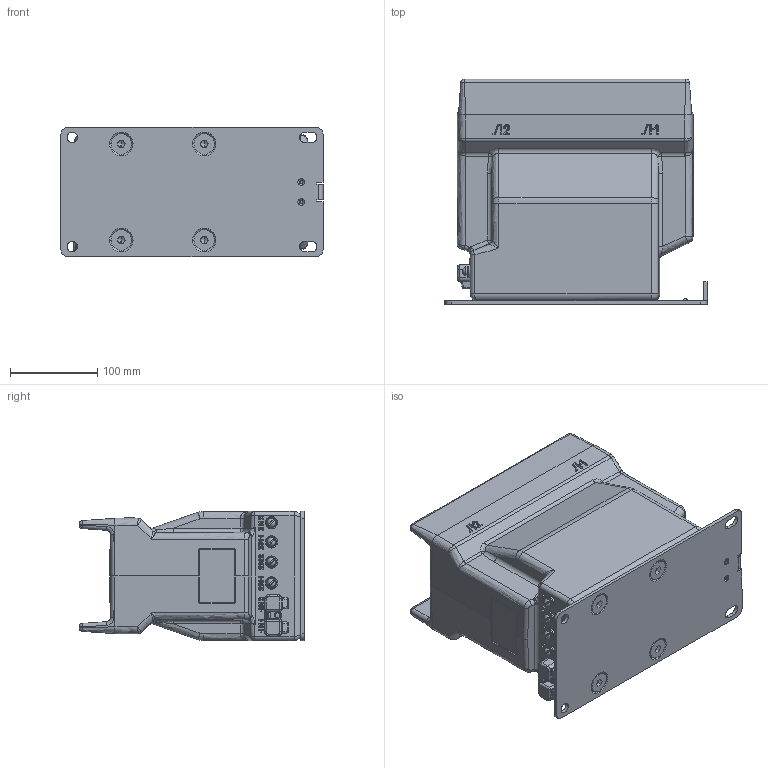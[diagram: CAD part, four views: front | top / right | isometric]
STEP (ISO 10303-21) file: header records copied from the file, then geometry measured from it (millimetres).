
FILE_DESCRIPTION (( 'STEP AP203' ), '1' );
FILE_NAME ('ﾒﾎﾋ-10-Iﾌ-3-2 (750-2000)ﾀ.STEP', '2018-02-01T09:13:01', ( '' ), ( '' ), 'SwSTEP 2.0', 'SolidWorks 2010', '' );
FILE_SCHEMA (( 'CONFIG_CONTROL_DESIGN' ));
Length unit declared in the file: millimetre
Products named in the file (1): ﾒﾎﾋ-10-Iﾌ-3-2 (750-2000)ﾀ
Bounding box: 300 x 258.4 x 148 mm (x, y, z)
Surface area: 368905 mm2 (no closed solid volume)
Topology: 0 solids, 40 shells, 776 faces, 2270 edges, 1451 vertices
Faces by surface type: plane 295, cylinder 159, cone 143, bspline 124, sphere 41, torus 14
Entity records: 30581 total; most frequent: CARTESIAN_POINT 11149, DIRECTION 3968, ORIENTED_EDGE 3876, EDGE_CURVE 2237, AXIS2_PLACEMENT_3D 1456, VERTEX_POINT 1451, LINE 1056, VECTOR 1056
